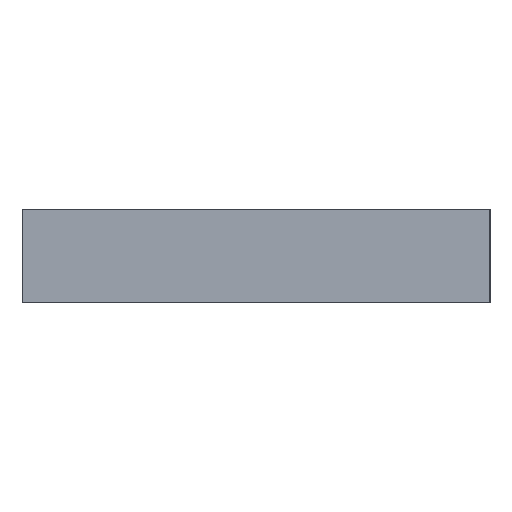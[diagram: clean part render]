
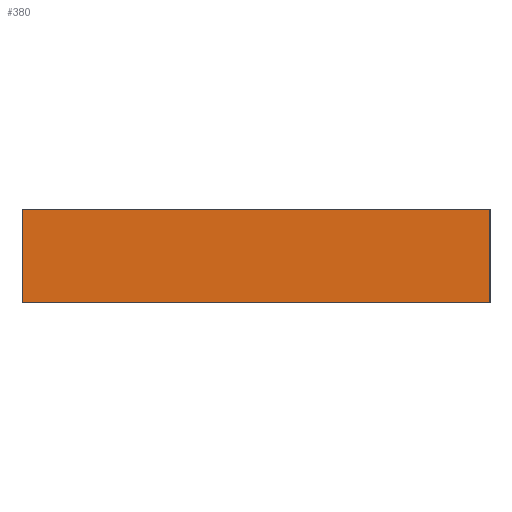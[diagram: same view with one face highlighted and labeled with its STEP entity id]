
A CAD part, left-side view. The second image highlights one B-rep face of the part: STEP entity #380.
In plain terms, the highlighted planar face has unit normal (-1, 0, 0).
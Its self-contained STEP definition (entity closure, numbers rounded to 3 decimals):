
#42=PLANE('',#436);
#60=FACE_OUTER_BOUND('',#78,.T.);
#78=EDGE_LOOP('',(#317,#318,#319,#320));
#118=LINE('',#627,#142);
#126=LINE('',#642,#150);
#127=LINE('',#644,#151);
#128=LINE('',#645,#152);
#142=VECTOR('',#528,10.);
#150=VECTOR('',#540,10.);
#151=VECTOR('',#543,10.);
#152=VECTOR('',#544,10.);
#202=VERTEX_POINT('',#624);
#203=VERTEX_POINT('',#626);
#207=VERTEX_POINT('',#638);
#208=VERTEX_POINT('',#640);
#246=EDGE_CURVE('',#202,#203,#118,.T.);
#254=EDGE_CURVE('',#207,#208,#126,.T.);
#255=EDGE_CURVE('',#202,#207,#127,.T.);
#256=EDGE_CURVE('',#203,#208,#128,.T.);
#317=ORIENTED_EDGE('',*,*,#255,.T.);
#318=ORIENTED_EDGE('',*,*,#254,.T.);
#319=ORIENTED_EDGE('',*,*,#256,.F.);
#320=ORIENTED_EDGE('',*,*,#246,.F.);
#380=ADVANCED_FACE('',(#60),#42,.T.);
#436=AXIS2_PLACEMENT_3D('',#643,#541,#542);
#528=DIRECTION('',(0.,0.,1.));
#540=DIRECTION('',(0.,0.,1.));
#541=DIRECTION('center_axis',(-1.,0.,0.));
#542=DIRECTION('ref_axis',(0.,-1.,0.));
#543=DIRECTION('',(0.,-1.,0.));
#544=DIRECTION('',(0.,-1.,0.));
#624=CARTESIAN_POINT('',(-150.,25.,0.));
#626=CARTESIAN_POINT('',(-150.,25.,10.));
#627=CARTESIAN_POINT('',(-150.,25.,0.));
#638=CARTESIAN_POINT('',(-150.,-25.,0.));
#640=CARTESIAN_POINT('',(-150.,-25.,10.));
#642=CARTESIAN_POINT('',(-150.,-25.,0.));
#643=CARTESIAN_POINT('Origin',(-150.,25.,0.));
#644=CARTESIAN_POINT('',(-150.,25.,0.));
#645=CARTESIAN_POINT('',(-150.,25.,10.));
